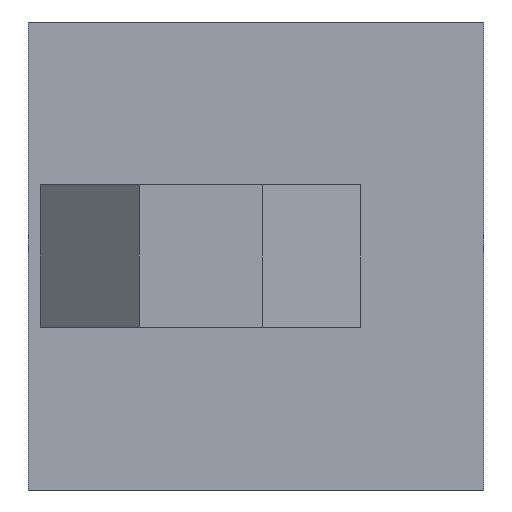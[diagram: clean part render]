
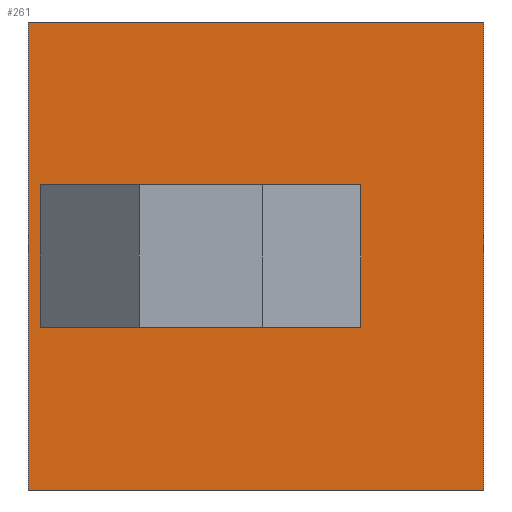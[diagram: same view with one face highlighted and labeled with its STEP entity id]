
A CAD part, left-side view. The second image highlights one B-rep face of the part: STEP entity #261.
In plain terms, the highlighted planar face has unit normal (-1, 0, 0).
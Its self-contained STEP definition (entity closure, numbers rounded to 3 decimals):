
#96 = VERTEX_POINT ( 'NONE', #939 ) ;
#140 = EDGE_CURVE ( 'NONE', #267, #180, #426, .T. ) ;
#141 = EDGE_CURVE ( 'NONE', #180, #269, #425, .T. ) ;
#146 = ORIENTED_EDGE ( 'NONE', *, *, #140, .F. ) ;
#147 = EDGE_CURVE ( 'NONE', #258, #267, #422, .T. ) ;
#155 = EDGE_LOOP ( 'NONE', ( #263, #238, #255, #243 ) ) ;
#165 = ORIENTED_EDGE ( 'NONE', *, *, #147, .F. ) ;
#180 = VERTEX_POINT ( 'NONE', #522 ) ;
#237 = VERTEX_POINT ( 'NONE', #356 ) ;
#238 = ORIENTED_EDGE ( 'NONE', *, *, #264, .F. ) ;
#239 = EDGE_CURVE ( 'NONE', #237, #266, #470, .T. ) ;
#240 = ORIENTED_EDGE ( 'NONE', *, *, #141, .F. ) ;
#241 = ORIENTED_EDGE ( 'NONE', *, *, #268, .F. ) ;
#242 = EDGE_CURVE ( 'NONE', #237, #96, #472, .T. ) ;
#243 = ORIENTED_EDGE ( 'NONE', *, *, #242, .T. ) ;
#244 = EDGE_LOOP ( 'NONE', ( #245, #246, #241, #240, #146, #165 ) ) ;
#245 = ORIENTED_EDGE ( 'NONE', *, *, #248, .F. ) ;
#246 = ORIENTED_EDGE ( 'NONE', *, *, #247, .F. ) ;
#247 = EDGE_CURVE ( 'NONE', #260, #257, #720, .T. ) ;
#248 = EDGE_CURVE ( 'NONE', #257, #258, #721, .T. ) ;
#255 = ORIENTED_EDGE ( 'NONE', *, *, #239, .F. ) ;
#257 = VERTEX_POINT ( 'NONE', #706 ) ;
#258 = VERTEX_POINT ( 'NONE', #702 ) ;
#260 = VERTEX_POINT ( 'NONE', #700 ) ;
#261 = ADVANCED_FACE ( 'NONE', ( #711, #712 ), #696, .F. ) ;
#262 = VERTEX_POINT ( 'NONE', #701 ) ;
#263 = ORIENTED_EDGE ( 'NONE', *, *, #265, .T. ) ;
#264 = EDGE_CURVE ( 'NONE', #266, #262, #699, .T. ) ;
#265 = EDGE_CURVE ( 'NONE', #96, #262, #713, .T. ) ;
#266 = VERTEX_POINT ( 'NONE', #697 ) ;
#267 = VERTEX_POINT ( 'NONE', #687 ) ;
#268 = EDGE_CURVE ( 'NONE', #269, #260, #582, .T. ) ;
#269 = VERTEX_POINT ( 'NONE', #698 ) ;
#356 = CARTESIAN_POINT ( 'NONE',  ( 0., 0., 19. ) ) ;
#402 = VECTOR ( 'NONE', #416, 1000. ) ;
#414 = DIRECTION ( 'NONE',  ( 0., -1., 0. ) ) ;
#415 = VECTOR ( 'NONE', #414, 1000. ) ;
#416 = DIRECTION ( 'NONE',  ( 0., 0., -1. ) ) ;
#417 = CARTESIAN_POINT ( 'NONE',  ( 0., -4., 9.5 ) ) ;
#418 = DIRECTION ( 'NONE',  ( 0., -1., 0. ) ) ;
#419 = DIRECTION ( 'NONE',  ( -1., 0., 0. ) ) ;
#420 = AXIS2_PLACEMENT_3D ( 'NONE', #431, #419, #418 ) ;
#422 = LINE ( 'NONE', #417, #402 ) ;
#424 = CARTESIAN_POINT ( 'NONE',  ( 0., -6.5, 7. ) ) ;
#425 = LINE ( 'NONE', #424, #415 ) ;
#426 = CIRCLE ( 'NONE', #420, 2.5 ) ;
#431 = CARTESIAN_POINT ( 'NONE',  ( 0., -6.5, 9.5 ) ) ;
#465 = DIRECTION ( 'NONE',  ( 0., 0., -1. ) ) ;
#466 = VECTOR ( 'NONE', #465, 1000. ) ;
#467 = DIRECTION ( 'NONE',  ( 0., -1., 0. ) ) ;
#468 = VECTOR ( 'NONE', #467, 1000. ) ;
#469 = CARTESIAN_POINT ( 'NONE',  ( 0., 0., 19. ) ) ;
#470 = LINE ( 'NONE', #469, #468 ) ;
#471 = CARTESIAN_POINT ( 'NONE',  ( 0., 0., 19. ) ) ;
#472 = LINE ( 'NONE', #471, #466 ) ;
#522 = CARTESIAN_POINT ( 'NONE',  ( 0., -6.5, 7. ) ) ;
#579 = DIRECTION ( 'NONE',  ( 0., 0., 1. ) ) ;
#580 = VECTOR ( 'NONE', #579, 1000. ) ;
#581 = CARTESIAN_POINT ( 'NONE',  ( 0., -10., 7. ) ) ;
#582 = LINE ( 'NONE', #581, #580 ) ;
#684 = DIRECTION ( 'NONE',  ( 0., -1., 0. ) ) ;
#685 = VECTOR ( 'NONE', #684, 1000. ) ;
#686 = CARTESIAN_POINT ( 'NONE',  ( 0., 0., 0. ) ) ;
#687 = CARTESIAN_POINT ( 'NONE',  ( 0., -4., 9.5 ) ) ;
#688 = DIRECTION ( 'NONE',  ( 0., 0., -1. ) ) ;
#689 = VECTOR ( 'NONE', #688, 1000. ) ;
#690 = CARTESIAN_POINT ( 'NONE',  ( 0., -18.5, 19. ) ) ;
#692 = DIRECTION ( 'NONE',  ( 0., 1., 0. ) ) ;
#693 = DIRECTION ( 'NONE',  ( 1., 0., 0. ) ) ;
#694 = CARTESIAN_POINT ( 'NONE',  ( 0., 0., 19. ) ) ;
#695 = AXIS2_PLACEMENT_3D ( 'NONE', #694, #693, #692 ) ;
#696 = PLANE ( 'NONE',  #695 ) ;
#697 = CARTESIAN_POINT ( 'NONE',  ( 0., -18.5, 19. ) ) ;
#698 = CARTESIAN_POINT ( 'NONE',  ( 0., -10., 7. ) ) ;
#699 = LINE ( 'NONE', #690, #689 ) ;
#700 = CARTESIAN_POINT ( 'NONE',  ( 0., -10., 9.5 ) ) ;
#701 = CARTESIAN_POINT ( 'NONE',  ( 0., -18.5, 0. ) ) ;
#702 = CARTESIAN_POINT ( 'NONE',  ( 0., -4., 12. ) ) ;
#706 = CARTESIAN_POINT ( 'NONE',  ( 0., -7.5, 12. ) ) ;
#711 = FACE_OUTER_BOUND ( 'NONE', #155, .T. ) ;
#712 = FACE_BOUND ( 'NONE', #244, .T. ) ;
#713 = LINE ( 'NONE', #686, #685 ) ;
#717 = DIRECTION ( 'NONE',  ( 0., 1., 0. ) ) ;
#718 = DIRECTION ( 'NONE',  ( -1., 0., 0. ) ) ;
#719 = AXIS2_PLACEMENT_3D ( 'NONE', #722, #718, #717 ) ;
#720 = CIRCLE ( 'NONE', #719, 2.5 ) ;
#721 = LINE ( 'NONE', #725, #724 ) ;
#722 = CARTESIAN_POINT ( 'NONE',  ( 0., -7.5, 9.5 ) ) ;
#723 = DIRECTION ( 'NONE',  ( 0., 1., 0. ) ) ;
#724 = VECTOR ( 'NONE', #723, 1000. ) ;
#725 = CARTESIAN_POINT ( 'NONE',  ( 0., -4., 12. ) ) ;
#939 = CARTESIAN_POINT ( 'NONE',  ( 0., 0., 0. ) ) ;
